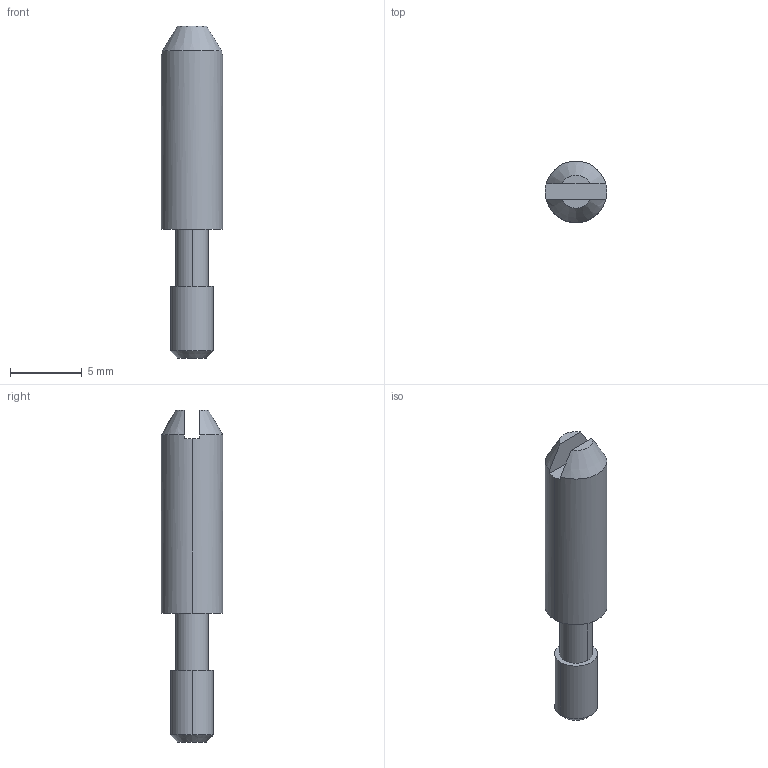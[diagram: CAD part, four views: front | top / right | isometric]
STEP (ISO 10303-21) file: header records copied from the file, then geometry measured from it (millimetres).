
FILE_DESCRIPTION(('HOOPS Exchange Step'),'2;1');
FILE_NAME('export-0F23B05C-8988-4CBC-8456-3049E8DC5606.stp','2022-09-28T14:51:20+02:00',('Engineering'),('Alibre'),'HOOPS Exchange 2021.0','Alibre','Unknown authorisation');
FILE_SCHEMA( ('AP242_MANAGED_MODEL_BASED_3D_ENGINEERING_MIM_LF {1 0 10303 442 1 1 4 }') );
Length unit declared in the file: millimetre
Products named in the file (2): 6062-1 Coding element - HC-CST-MOD - 1636127; 6062 Coding element - HC-CST-MOD - 1636127
Assembly tree (1 placements, depth 2):
  6062 Coding element - HC-CST-MOD - 1636127
    6062-1 Coding element - HC-CST-MOD - 1636127
Bounding box: 4.3 x 4.3 x 23.2 mm (x, y, z)
Volume: 239.8 mm3; surface area: 296.7 mm2
Topology: 1 solids, 1 shells, 18 faces, 45 edges, 31 vertices
Faces by surface type: plane 8, cylinder 6, cone 4
Entity records: 614 total; most frequent: CARTESIAN_POINT 115, DIRECTION 104, ORIENTED_EDGE 90, EDGE_CURVE 45, AXIS2_PLACEMENT_3D 44, VERTEX_POINT 31, CIRCLE 21, EDGE_LOOP 20
